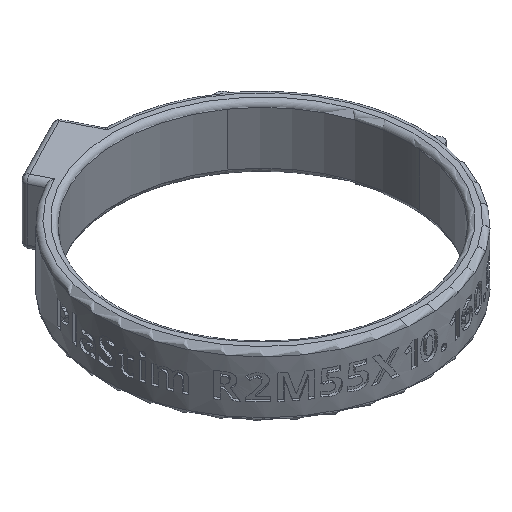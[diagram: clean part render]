
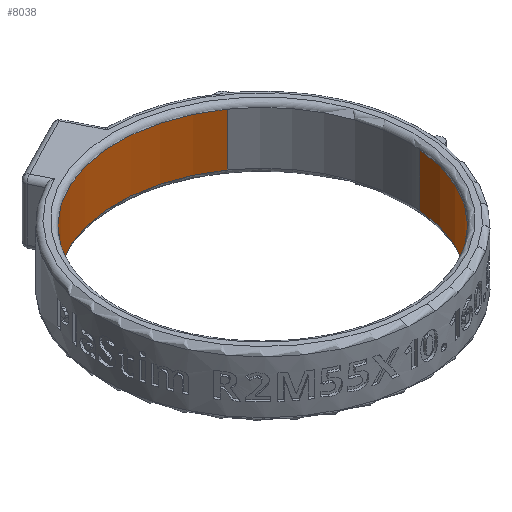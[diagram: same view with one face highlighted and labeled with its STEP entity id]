
A CAD part, isometric view. The second image highlights one B-rep face of the part: STEP entity #8038.
In plain terms, the highlighted cylindrical face has radius 27.5 mm (diameter 55 mm), a partial arc.
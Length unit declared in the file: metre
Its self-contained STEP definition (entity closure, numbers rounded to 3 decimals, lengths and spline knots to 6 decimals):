
#1063=CIRCLE('',#8583,0.0275);
#1066=CIRCLE('',#8587,0.0275);
#3449=ORIENTED_EDGE('',*,*,#4677,.T.);
#3450=ORIENTED_EDGE('',*,*,#4686,.T.);
#3451=ORIENTED_EDGE('',*,*,#4684,.F.);
#3452=ORIENTED_EDGE('',*,*,#4687,.F.);
#4677=EDGE_CURVE('',#5479,#5481,#1063,.T.);
#4684=EDGE_CURVE('',#5488,#5489,#1066,.T.);
#4686=EDGE_CURVE('',#5481,#5489,#5992,.T.);
#4687=EDGE_CURVE('',#5479,#5488,#5993,.T.);
#5479=VERTEX_POINT('',#15332);
#5481=VERTEX_POINT('',#15336);
#5488=VERTEX_POINT('',#15351);
#5489=VERTEX_POINT('',#15353);
#5992=LINE('',#15356,#6498);
#5993=LINE('',#15357,#6499);
#6498=VECTOR('',#10132,1.);
#6499=VECTOR('',#10133,1.);
#6987=EDGE_LOOP('',(#3449,#3450,#3451,#3452));
#7484=FACE_BOUND('',#6987,.T.);
#7593=CYLINDRICAL_SURFACE('',#8588,0.0275);
#8038=ADVANCED_FACE('',(#7484),#7593,.F.);
#8583=AXIS2_PLACEMENT_3D('',#15337,#10115,#10116);
#8587=AXIS2_PLACEMENT_3D('',#15352,#10127,#10128);
#8588=AXIS2_PLACEMENT_3D('',#15355,#10130,#10131);
#10115=DIRECTION('',(0.,0.,1.));
#10116=DIRECTION('',(1.,0.,0.));
#10127=DIRECTION('',(0.,0.,1.));
#10128=DIRECTION('',(1.,0.,0.));
#10130=DIRECTION('',(0.,0.,-1.));
#10131=DIRECTION('',(-1.,0.,0.));
#10132=DIRECTION('',(0.,0.,-1.));
#10133=DIRECTION('',(0.,0.,-1.));
#15332=CARTESIAN_POINT('',(0.015773,0.022527,0.005));
#15336=CARTESIAN_POINT('',(0.027395,-0.002397,0.005));
#15337=CARTESIAN_POINT('',(0.,0.,0.005));
#15351=CARTESIAN_POINT('',(0.015773,0.022527,-0.005));
#15352=CARTESIAN_POINT('',(0.,0.,-0.005));
#15353=CARTESIAN_POINT('',(0.027395,-0.002397,-0.005));
#15355=CARTESIAN_POINT('',(0.,0.,0.005));
#15356=CARTESIAN_POINT('',(0.027395,-0.002397,0.005));
#15357=CARTESIAN_POINT('',(0.015773,0.022527,0.005));
